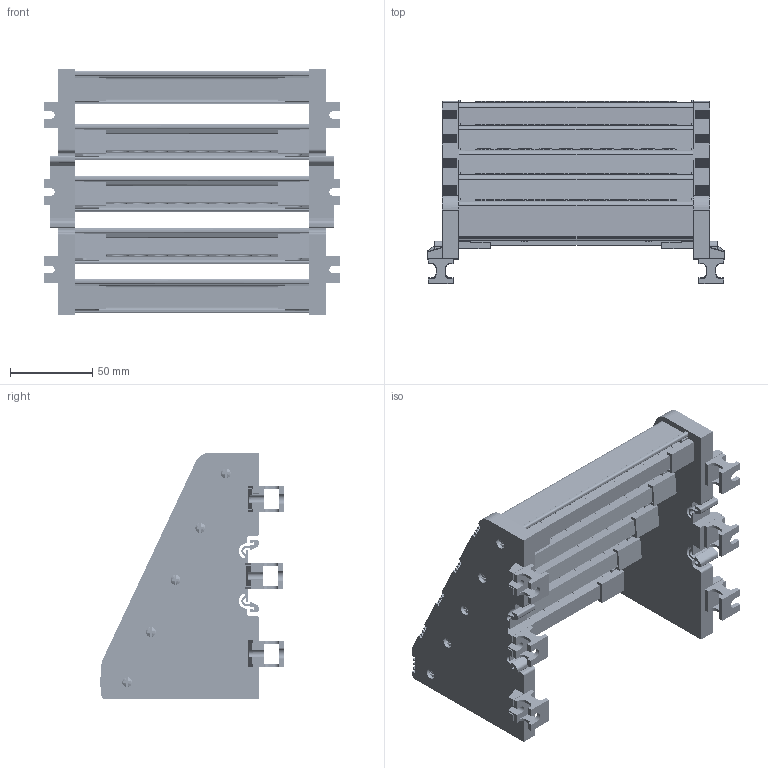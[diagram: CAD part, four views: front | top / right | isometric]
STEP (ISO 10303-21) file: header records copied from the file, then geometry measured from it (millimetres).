
FILE_DESCRIPTION (( 'STEP AP203' ), '1' );
FILE_NAME ('1.STEP', '2020-05-12T12:31:35', ( '' ), ( '' ), 'SwSTEP 2.0', 'SolidWorks 2011', '' );
FILE_SCHEMA (( 'CONFIG_CONTROL_DESIGN' ));
Products named in the file (1): 1
Bounding box: 180.5 x 111.66 x 150 mm (x, y, z)
Volume: 380767.7 mm3; surface area: 200594.2 mm2
Topology: 1 solids, 1 shells, 4943 faces, 13688 edges, 8880 vertices
Faces by surface type: plane 2494, cylinder 1348, bspline 751, cone 350
Entity records: 182073 total; most frequent: CARTESIAN_POINT 63951, ORIENTED_EDGE 27336, DIRECTION 20987, EDGE_CURVE 13668, VERTEX_POINT 8880, LINE 7095, VECTOR 7095, AXIS2_PLACEMENT_3D 6946
